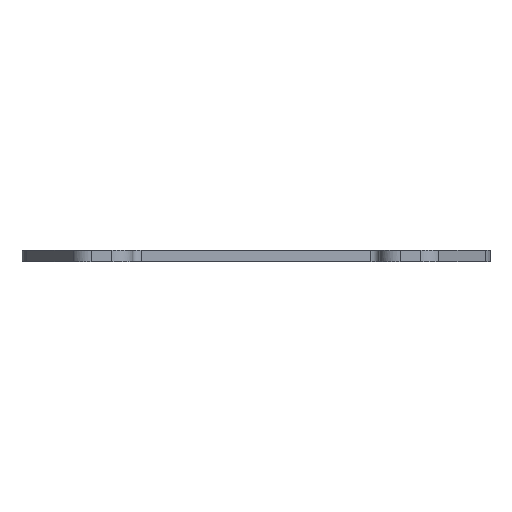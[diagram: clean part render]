
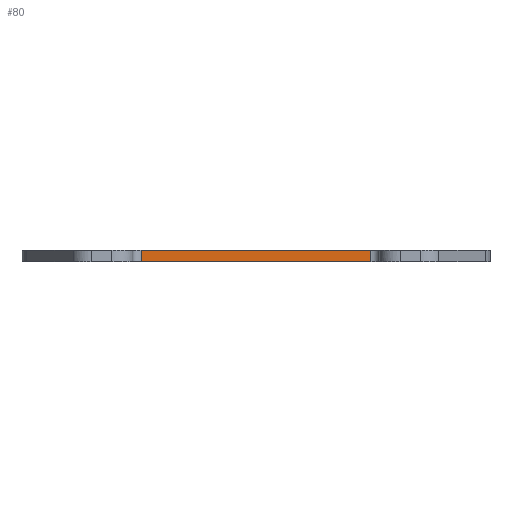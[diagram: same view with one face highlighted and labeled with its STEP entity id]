
A CAD part, left-side view. The second image highlights one B-rep face of the part: STEP entity #80.
In plain terms, the highlighted free-form (B-spline) face has degree [1, 1] with [2, 2] control points.
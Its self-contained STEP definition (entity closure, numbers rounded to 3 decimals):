
#80=ADVANCED_FACE('',(#190),#4227,.T.);
#190=FACE_OUTER_BOUND('',#300,.T.);
#300=EDGE_LOOP('',(#513,#514,#515,#516));
#513=ORIENTED_EDGE('',*,*,#3380,.T.);
#514=ORIENTED_EDGE('',*,*,#3381,.T.);
#515=ORIENTED_EDGE('',*,*,#3382,.T.);
#516=ORIENTED_EDGE('',*,*,#3378,.F.);
#1158=PCURVE('',#4263,#1806);
#1161=PCURVE('',#4227,#1809);
#1162=PCURVE('',#4227,#1810);
#1163=PCURVE('',#4227,#1811);
#1164=PCURVE('',#4227,#1812);
#1168=PCURVE('',#4264,#1816);
#1429=PCURVE('',#4249,#2077);
#1532=PCURVE('',#4250,#2180);
#1806=DEFINITIONAL_REPRESENTATION('',(#2484),#8502);
#1809=DEFINITIONAL_REPRESENTATION('',(#2488),#8502);
#1810=DEFINITIONAL_REPRESENTATION('',(#2490),#8502);
#1811=DEFINITIONAL_REPRESENTATION('',(#2492),#8502);
#1812=DEFINITIONAL_REPRESENTATION('',(#2493),#8502);
#1816=DEFINITIONAL_REPRESENTATION('',(#2497),#8502);
#2077=DEFINITIONAL_REPRESENTATION('',(#2811),#8502);
#2180=DEFINITIONAL_REPRESENTATION('',(#2848),#8502);
#2484=B_SPLINE_CURVE_WITH_KNOTS('',1,(#5866,#5867),.UNSPECIFIED.,.F.,.F.,
(2,2),(0.,2.75),.UNSPECIFIED.);
#2487=B_SPLINE_CURVE_WITH_KNOTS('',1,(#5875,#5876),.UNSPECIFIED.,.F.,.F.,
(2,2),(203.881,258.881),.UNSPECIFIED.);
#2488=B_SPLINE_CURVE_WITH_KNOTS('',1,(#5877,#5878),.UNSPECIFIED.,.F.,.F.,
(2,2),(203.881,258.881),.UNSPECIFIED.);
#2489=B_SPLINE_CURVE_WITH_KNOTS('',1,(#5879,#5880),.UNSPECIFIED.,.F.,.F.,
(2,2),(0.,2.75),.UNSPECIFIED.);
#2490=B_SPLINE_CURVE_WITH_KNOTS('',1,(#5881,#5882),.UNSPECIFIED.,.F.,.F.,
(2,2),(0.,2.75),.UNSPECIFIED.);
#2491=B_SPLINE_CURVE_WITH_KNOTS('',1,(#5883,#5884),.UNSPECIFIED.,.F.,.F.,
(2,2),(-258.881,-203.881),.UNSPECIFIED.);
#2492=B_SPLINE_CURVE_WITH_KNOTS('',1,(#5885,#5886),.UNSPECIFIED.,.F.,.F.,
(2,2),(-258.881,-203.881),.UNSPECIFIED.);
#2493=B_SPLINE_CURVE_WITH_KNOTS('',1,(#5887,#5888),.UNSPECIFIED.,.F.,.F.,
(2,2),(0.,2.75),.UNSPECIFIED.);
#2497=B_SPLINE_CURVE_WITH_KNOTS('',1,(#5903,#5904),.UNSPECIFIED.,.F.,.F.,
(2,2),(0.,2.75),.UNSPECIFIED.);
#2811=B_SPLINE_CURVE_WITH_KNOTS('',1,(#7206,#7207),.UNSPECIFIED.,.F.,.F.,
(2,2),(203.881,258.881),.UNSPECIFIED.);
#2848=B_SPLINE_CURVE_WITH_KNOTS('',1,(#7746,#7747),.UNSPECIFIED.,.F.,.F.,
(2,2),(-258.881,-203.881),.UNSPECIFIED.);
#3054=SURFACE_CURVE('',#3672,(#1158,#1164),.PCURVE_S1.);
#3056=SURFACE_CURVE('',#2487,(#1161,#1429),.PCURVE_S1.);
#3057=SURFACE_CURVE('',#2489,(#1162,#1168),.PCURVE_S1.);
#3058=SURFACE_CURVE('',#2491,(#1163,#1532),.PCURVE_S1.);
#3378=EDGE_CURVE('',#4039,#4040,#3054,.T.);
#3380=EDGE_CURVE('',#4039,#4041,#3056,.T.);
#3381=EDGE_CURVE('',#4041,#4042,#3057,.T.);
#3382=EDGE_CURVE('',#4042,#4040,#3058,.T.);
#3672=(
BOUNDED_CURVE()
B_SPLINE_CURVE(1,(#5864,#5865),.UNSPECIFIED.,.F.,.F.)
B_SPLINE_CURVE_WITH_KNOTS((2,2),(0.,2.75),.UNSPECIFIED.)
CURVE()
GEOMETRIC_REPRESENTATION_ITEM()
RATIONAL_B_SPLINE_CURVE((1.,1.))
REPRESENTATION_ITEM('')
);
#4039=VERTEX_POINT('',#5347);
#4040=VERTEX_POINT('',#5348);
#4041=VERTEX_POINT('',#5349);
#4042=VERTEX_POINT('',#5350);
#4227=B_SPLINE_SURFACE_WITH_KNOTS('',1,1,((#4511,#4512),(#4513,#4514)),
 .UNSPECIFIED.,.F.,.F.,.F.,(2,2),(2,2),(203.881,258.881),
(0.,2.75),.UNSPECIFIED.);
#4249=B_SPLINE_SURFACE_WITH_KNOTS('',1,1,((#5061,#5062),(#5063,#5064)),
 .UNSPECIFIED.,.F.,.F.,.F.,(2,2),(2,2),(-86.,54.),(-179.15,38.35),
 .UNSPECIFIED.);
#4250=B_SPLINE_SURFACE_WITH_KNOTS('',1,1,((#5065,#5066),(#5067,#5068)),
 .UNSPECIFIED.,.F.,.F.,.F.,(2,2),(2,2),(-179.15,38.35),
(-86.,54.),.UNSPECIFIED.);
#4263=(
BOUNDED_SURFACE()
B_SPLINE_SURFACE(2,1,((#4505,#4506),(#4507,#4508),(#4509,#4510)),
 .UNSPECIFIED.,.F.,.F.,.F.)
B_SPLINE_SURFACE_WITH_KNOTS((3,3),(2,2),(200.74,203.881),
(0.,2.75),.UNSPECIFIED.)
GEOMETRIC_REPRESENTATION_ITEM()
RATIONAL_B_SPLINE_SURFACE(((1.,1.),(0.707,0.707),
(1.,1.)))
REPRESENTATION_ITEM('')
SURFACE()
);
#4264=(
BOUNDED_SURFACE()
B_SPLINE_SURFACE(2,1,((#4515,#4516),(#4517,#4518),(#4519,#4520)),
 .UNSPECIFIED.,.F.,.F.,.F.)
B_SPLINE_SURFACE_WITH_KNOTS((3,3),(2,2),(258.881,262.023),
(0.,2.75),.UNSPECIFIED.)
GEOMETRIC_REPRESENTATION_ITEM()
RATIONAL_B_SPLINE_SURFACE(((1.,1.),(0.707,0.707),
(1.,1.)))
REPRESENTATION_ITEM('')
SURFACE()
);
#4505=CARTESIAN_POINT('',(-31.,29.5,0.));
#4506=CARTESIAN_POINT('',(-31.,29.5,2.75));
#4507=CARTESIAN_POINT('',(-29.,29.5,0.));
#4508=CARTESIAN_POINT('',(-29.,29.5,2.75));
#4509=CARTESIAN_POINT('',(-29.,27.5,0.));
#4510=CARTESIAN_POINT('',(-29.,27.5,2.75));
#4511=CARTESIAN_POINT('',(-29.,27.5,0.));
#4512=CARTESIAN_POINT('',(-29.,27.5,2.75));
#4513=CARTESIAN_POINT('',(-29.,-27.5,0.));
#4514=CARTESIAN_POINT('',(-29.,-27.5,2.75));
#4515=CARTESIAN_POINT('',(-29.,-27.5,0.));
#4516=CARTESIAN_POINT('',(-29.,-27.5,2.75));
#4517=CARTESIAN_POINT('',(-29.,-29.5,0.));
#4518=CARTESIAN_POINT('',(-29.,-29.5,2.75));
#4519=CARTESIAN_POINT('',(-31.,-29.5,0.));
#4520=CARTESIAN_POINT('',(-31.,-29.5,2.75));
#5061=CARTESIAN_POINT('',(-78.75,-70.,0.));
#5062=CARTESIAN_POINT('',(138.75,-70.,0.));
#5063=CARTESIAN_POINT('',(-78.75,70.,0.));
#5064=CARTESIAN_POINT('',(138.75,70.,0.));
#5065=CARTESIAN_POINT('',(-78.75,-70.,2.75));
#5066=CARTESIAN_POINT('',(-78.75,70.,2.75));
#5067=CARTESIAN_POINT('',(138.75,-70.,2.75));
#5068=CARTESIAN_POINT('',(138.75,70.,2.75));
#5347=CARTESIAN_POINT('',(-29.,27.5,0.));
#5348=CARTESIAN_POINT('',(-29.,27.5,2.75));
#5349=CARTESIAN_POINT('',(-29.,-27.5,0.));
#5350=CARTESIAN_POINT('',(-29.,-27.5,2.75));
#5864=CARTESIAN_POINT('',(-29.,27.5,0.));
#5865=CARTESIAN_POINT('',(-29.,27.5,2.75));
#5866=CARTESIAN_POINT('',(203.881,0.));
#5867=CARTESIAN_POINT('',(203.881,2.75));
#5875=CARTESIAN_POINT('',(-29.,27.5,0.));
#5876=CARTESIAN_POINT('',(-29.,-27.5,0.));
#5877=CARTESIAN_POINT('',(203.881,0.));
#5878=CARTESIAN_POINT('',(258.881,0.));
#5879=CARTESIAN_POINT('',(-29.,-27.5,0.));
#5880=CARTESIAN_POINT('',(-29.,-27.5,2.75));
#5881=CARTESIAN_POINT('',(258.881,0.));
#5882=CARTESIAN_POINT('',(258.881,2.75));
#5883=CARTESIAN_POINT('',(-29.,-27.5,2.75));
#5884=CARTESIAN_POINT('',(-29.,27.5,2.75));
#5885=CARTESIAN_POINT('',(258.881,2.75));
#5886=CARTESIAN_POINT('',(203.881,2.75));
#5887=CARTESIAN_POINT('',(203.881,0.));
#5888=CARTESIAN_POINT('',(203.881,2.75));
#5903=CARTESIAN_POINT('',(258.881,0.));
#5904=CARTESIAN_POINT('',(258.881,2.75));
#7206=CARTESIAN_POINT('',(11.5,-129.4));
#7207=CARTESIAN_POINT('',(-43.5,-129.4));
#7746=CARTESIAN_POINT('',(-129.4,-43.5));
#7747=CARTESIAN_POINT('',(-129.4,11.5));
#8502=(
GEOMETRIC_REPRESENTATION_CONTEXT(2)
PARAMETRIC_REPRESENTATION_CONTEXT()
REPRESENTATION_CONTEXT('pspace','')
);
